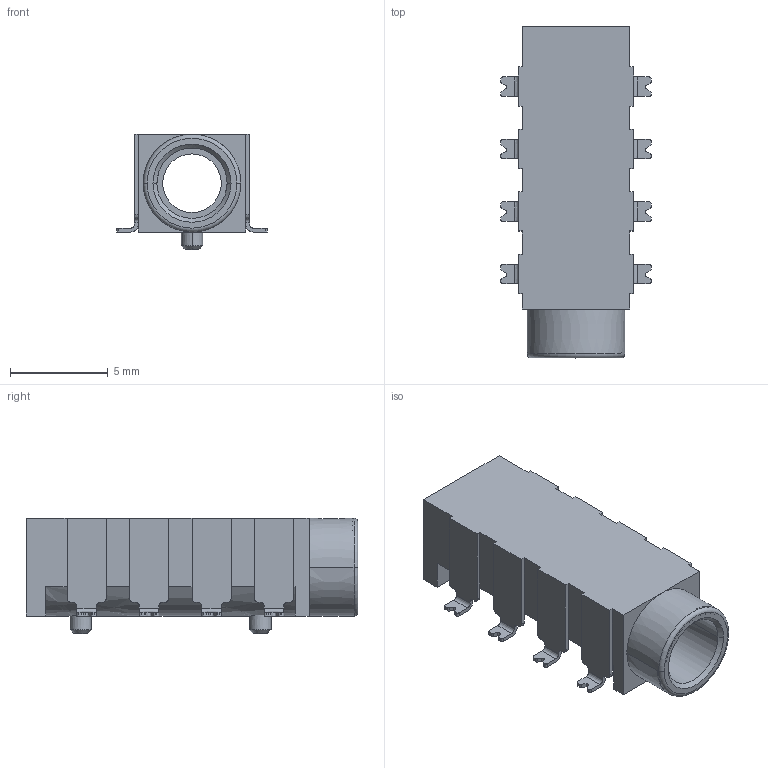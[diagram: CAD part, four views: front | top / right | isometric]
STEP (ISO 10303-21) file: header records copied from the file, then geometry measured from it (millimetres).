
FILE_DESCRIPTION((''),'2;1');
FILE_NAME('KJ313EYS-1BBJ2B','2012-09-13T',('Administrator'),(''),'PRO/ENGINEER BY PARAMETRIC TECHNOLOGY CORPORATION, 2011310','PRO/ENGINEER BY PARAMETRIC TECHNOLOGY CORPORATION, 2011310','');
FILE_SCHEMA(('CONFIG_CONTROL_DESIGN'));
Length unit declared in the file: millimetre
Products named in the file (1): KJ313EYS-1BBJ2B
Bounding box: 7.7 x 17 x 5.9 mm (x, y, z)
Surface area: 660.7 mm2 (no closed solid volume)
Topology: 0 solids, 0 shells, 245 faces, 1388 edges, 1386 vertices
Faces by surface type: bspline 243, torus 2
Entity records: 21221 total; most frequent: CARTESIAN_POINT 8396, DIRECTION 2078, TRIMMED_CURVE 1866, VECTOR 1658, LINE 1658, DEFINITIONAL_REPRESENTATION 1384, PCURVE 1384, COMPOSITE_CURVE_SEGMENT 1384
